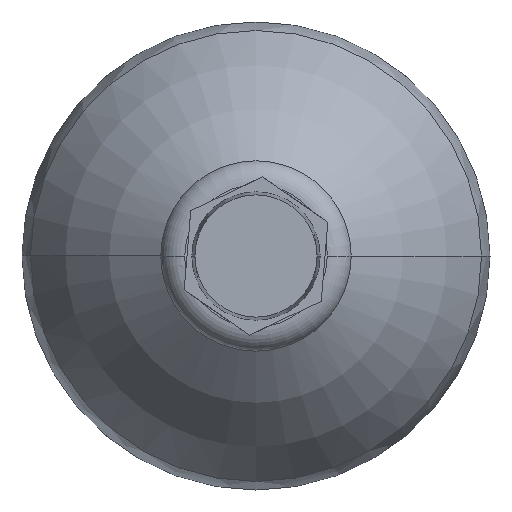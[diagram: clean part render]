
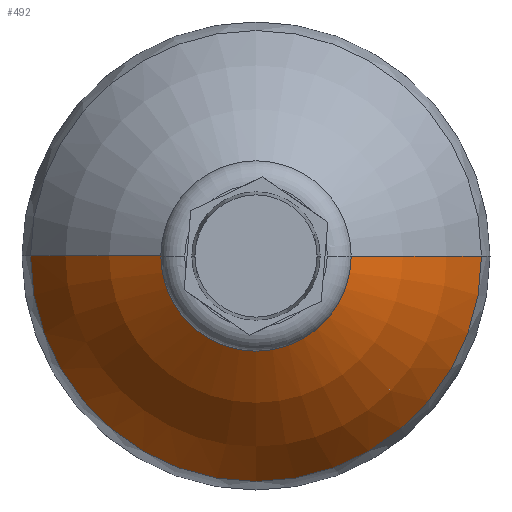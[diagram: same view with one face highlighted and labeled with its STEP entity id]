
A CAD part, front view. The second image highlights one B-rep face of the part: STEP entity #492.
In plain terms, the highlighted toroidal (fillet/blend) face has major radius 27.081 mm and minor radius 80.388 mm.
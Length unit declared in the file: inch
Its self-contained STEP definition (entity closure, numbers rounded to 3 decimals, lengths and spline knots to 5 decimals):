
#11 = EDGE_CURVE ( 'NONE', #17, #64, #764, .T. ) ;
#13 = VERTEX_POINT ( 'NONE', #759 ) ;
#17 = VERTEX_POINT ( 'NONE', #753 ) ;
#63 = VERTEX_POINT ( 'NONE', #779 ) ;
#64 = VERTEX_POINT ( 'NONE', #778 ) ;
#226 = EDGE_CURVE ( 'NONE', #13, #63, #919, .T. ) ;
#279 = ORIENTED_EDGE ( 'NONE', *, *, #11, .F. ) ;
#280 = ORIENTED_EDGE ( 'NONE', *, *, #474, .T. ) ;
#298 = EDGE_CURVE ( 'NONE', #64, #63, #1236, .T. ) ;
#301 = ORIENTED_EDGE ( 'NONE', *, *, #226, .T. ) ;
#302 = ORIENTED_EDGE ( 'NONE', *, *, #298, .F. ) ;
#474 = EDGE_CURVE ( 'NONE', #17, #13, #1386, .T. ) ;
#492 = ADVANCED_FACE ( 'NONE', ( #1439 ), #1435, .T. ) ;
#493 = EDGE_LOOP ( 'NONE', ( #279, #280, #301, #302 ) ) ;
#753 = CARTESIAN_POINT ( 'NONE',  ( -1.76325, 1.88754, 0. ) ) ;
#759 = CARTESIAN_POINT ( 'NONE',  ( 1.76325, 1.88754, 0. ) ) ;
#760 = DIRECTION ( 'NONE',  ( 1., 0., 0. ) ) ;
#761 = DIRECTION ( 'NONE',  ( 0., 0., 1. ) ) ;
#762 = CARTESIAN_POINT ( 'NONE',  ( 1.06618, 3.30555, 0. ) ) ;
#763 = AXIS2_PLACEMENT_3D ( 'NONE', #762, #761, #760 ) ;
#764 = CIRCLE ( 'NONE', #763, 3.16487 ) ;
#778 = CARTESIAN_POINT ( 'NONE',  ( -0.74444, 0.70977, 0. ) ) ;
#779 = CARTESIAN_POINT ( 'NONE',  ( 0.74444, 0.70977, 0. ) ) ;
#915 = DIRECTION ( 'NONE',  ( -1., 0., 0. ) ) ;
#916 = DIRECTION ( 'NONE',  ( 0., 0., -1. ) ) ;
#917 = CARTESIAN_POINT ( 'NONE',  ( -1.06618, 3.30555, 0. ) ) ;
#918 = AXIS2_PLACEMENT_3D ( 'NONE', #917, #916, #915 ) ;
#919 = CIRCLE ( 'NONE', #918, 3.16487 ) ;
#1050 = DIRECTION ( 'NONE',  ( 1., 0., 0. ) ) ;
#1051 = DIRECTION ( 'NONE',  ( 0., -1., 0. ) ) ;
#1052 = CARTESIAN_POINT ( 'NONE',  ( 0., 0.70977, 0. ) ) ;
#1053 = AXIS2_PLACEMENT_3D ( 'NONE', #1052, #1051, #1050 ) ;
#1236 = CIRCLE ( 'NONE', #1053, 0.74444 ) ;
#1379 = DIRECTION ( 'NONE',  ( 1., 0., 0. ) ) ;
#1380 = DIRECTION ( 'NONE',  ( 0., -1., 0. ) ) ;
#1381 = CARTESIAN_POINT ( 'NONE',  ( 0., 1.88754, 0. ) ) ;
#1382 = AXIS2_PLACEMENT_3D ( 'NONE', #1381, #1380, #1379 ) ;
#1386 = CIRCLE ( 'NONE', #1382, 1.76325 ) ;
#1430 = DIRECTION ( 'NONE',  ( 1., 0., 0. ) ) ;
#1431 = DIRECTION ( 'NONE',  ( 0., -1., 0. ) ) ;
#1432 = AXIS2_PLACEMENT_3D ( 'NONE', #1434, #1431, #1430 ) ;
#1434 = CARTESIAN_POINT ( 'NONE',  ( 0., 3.30555, 0. ) ) ;
#1435 = TOROIDAL_SURFACE ( 'NONE', #1432, -1.06618, 3.16487 ) ;
#1439 = FACE_OUTER_BOUND ( 'NONE', #493, .T. ) ;
